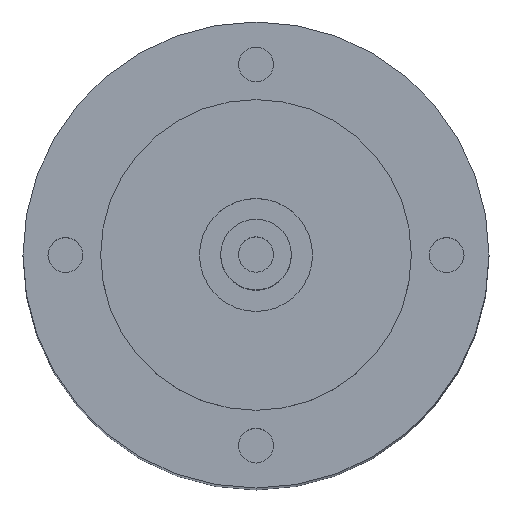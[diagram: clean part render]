
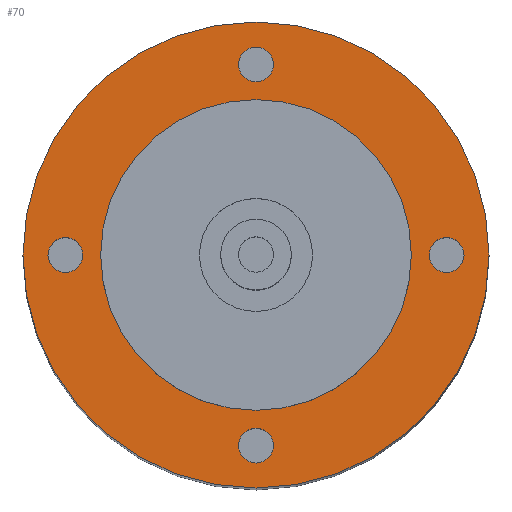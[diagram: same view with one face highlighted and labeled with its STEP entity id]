
A CAD part, top view. The second image highlights one B-rep face of the part: STEP entity #70.
In plain terms, the highlighted planar face has unit normal (0, 0, 1).
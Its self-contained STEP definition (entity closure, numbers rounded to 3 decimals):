
#70 = ADVANCED_FACE( '', ( #173, #174, #175, #176, #177, #178 ), #179, .F. );
#173 = FACE_BOUND( '', #342, .T. );
#174 = FACE_BOUND( '', #343, .T. );
#175 = FACE_BOUND( '', #344, .T. );
#176 = FACE_BOUND( '', #345, .T. );
#177 = FACE_BOUND( '', #346, .T. );
#178 = FACE_OUTER_BOUND( '', #347, .T. );
#179 = PLANE( '', #348 );
#342 = EDGE_LOOP( '', ( #509 ) );
#343 = EDGE_LOOP( '', ( #510 ) );
#344 = EDGE_LOOP( '', ( #511 ) );
#345 = EDGE_LOOP( '', ( #512 ) );
#346 = EDGE_LOOP( '', ( #513 ) );
#347 = EDGE_LOOP( '', ( #514 ) );
#348 = AXIS2_PLACEMENT_3D( '', #515, #516, #517 );
#509 = ORIENTED_EDGE( '', *, *, #767, .T. );
#510 = ORIENTED_EDGE( '', *, *, #768, .T. );
#511 = ORIENTED_EDGE( '', *, *, #769, .T. );
#512 = ORIENTED_EDGE( '', *, *, #770, .T. );
#513 = ORIENTED_EDGE( '', *, *, #771, .T. );
#514 = ORIENTED_EDGE( '', *, *, #772, .F. );
#515 = CARTESIAN_POINT( '', ( 0., 0., 80. ) );
#516 = DIRECTION( '', ( 0., 0., -1. ) );
#517 = DIRECTION( '', ( -1., 0., 0. ) );
#767 = EDGE_CURVE( '', #859, #859, #860, .T. );
#768 = EDGE_CURVE( '', #861, #861, #862, .T. );
#769 = EDGE_CURVE( '', #863, #863, #864, .T. );
#770 = EDGE_CURVE( '', #865, #865, #866, .T. );
#771 = EDGE_CURVE( '', #867, #867, #868, .T. );
#772 = EDGE_CURVE( '', #869, #869, #870, .T. );
#859 = VERTEX_POINT( '', #993 );
#860 = CIRCLE( '', #994, 1.23 );
#861 = VERTEX_POINT( '', #995 );
#862 = CIRCLE( '', #996, 1.23 );
#863 = VERTEX_POINT( '', #997 );
#864 = CIRCLE( '', #998, 1.23 );
#865 = VERTEX_POINT( '', #999 );
#866 = CIRCLE( '', #1000, 1.23 );
#867 = VERTEX_POINT( '', #1001 );
#868 = CIRCLE( '', #1002, 11. );
#869 = VERTEX_POINT( '', #1003 );
#870 = CIRCLE( '', #1004, 16.5 );
#993 = CARTESIAN_POINT( '', ( 13.5, -1.23, 80. ) );
#994 = AXIS2_PLACEMENT_3D( '', #1130, #1131, #1132 );
#995 = CARTESIAN_POINT( '', ( 0., -14.73, 80. ) );
#996 = AXIS2_PLACEMENT_3D( '', #1133, #1134, #1135 );
#997 = CARTESIAN_POINT( '', ( -13.5, -1.23, 80. ) );
#998 = AXIS2_PLACEMENT_3D( '', #1136, #1137, #1138 );
#999 = CARTESIAN_POINT( '', ( 0., 12.271, 80. ) );
#1000 = AXIS2_PLACEMENT_3D( '', #1139, #1140, #1141 );
#1001 = CARTESIAN_POINT( '', ( 11., 0., 80. ) );
#1002 = AXIS2_PLACEMENT_3D( '', #1142, #1143, #1144 );
#1003 = CARTESIAN_POINT( '', ( 16.5, 0., 80. ) );
#1004 = AXIS2_PLACEMENT_3D( '', #1145, #1146, #1147 );
#1130 = CARTESIAN_POINT( '', ( 13.5, 0., 80. ) );
#1131 = DIRECTION( '', ( 0., 0., -1. ) );
#1132 = DIRECTION( '', ( 0., -1., 0. ) );
#1133 = CARTESIAN_POINT( '', ( 0., -13.5, 80. ) );
#1134 = DIRECTION( '', ( 0., 0., -1. ) );
#1135 = DIRECTION( '', ( 0., -1., 0. ) );
#1136 = CARTESIAN_POINT( '', ( -13.5, 0., 80. ) );
#1137 = DIRECTION( '', ( 0., 0., -1. ) );
#1138 = DIRECTION( '', ( 0., -1., 0. ) );
#1139 = CARTESIAN_POINT( '', ( 0., 13.5, 80. ) );
#1140 = DIRECTION( '', ( 0., 0., -1. ) );
#1141 = DIRECTION( '', ( 0., -1., 0. ) );
#1142 = CARTESIAN_POINT( '', ( 0., 0., 80. ) );
#1143 = DIRECTION( '', ( 0., 0., -1. ) );
#1144 = DIRECTION( '', ( 1., 0., 0. ) );
#1145 = CARTESIAN_POINT( '', ( 0., 0., 80. ) );
#1146 = DIRECTION( '', ( 0., 0., -1. ) );
#1147 = DIRECTION( '', ( 1., 0., 0. ) );
